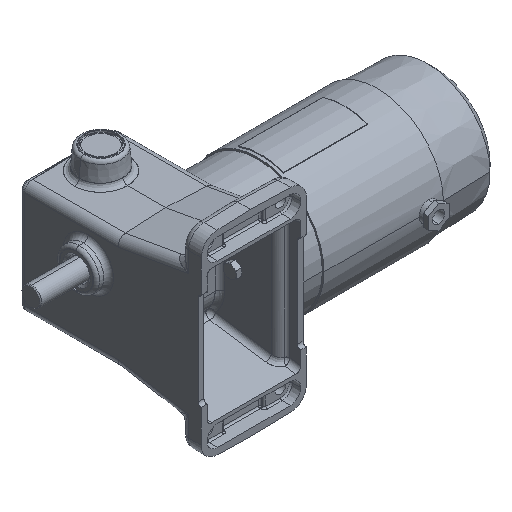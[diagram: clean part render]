
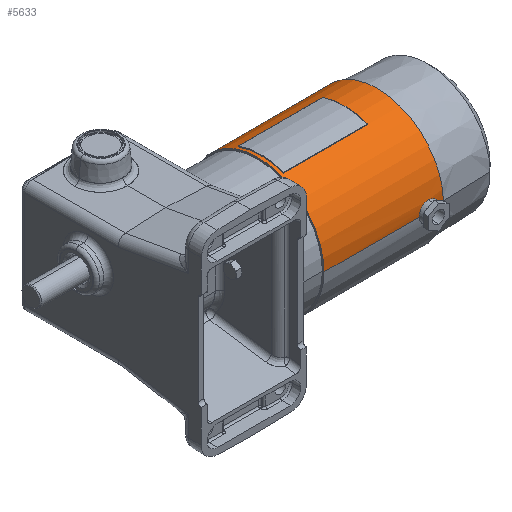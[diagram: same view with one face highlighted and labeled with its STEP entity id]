
A CAD part, isometric view. The second image highlights one B-rep face of the part: STEP entity #5633.
In plain terms, the highlighted cylindrical face has radius 41 mm (diameter 82 mm), a partial arc.
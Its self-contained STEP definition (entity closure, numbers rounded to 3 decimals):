
#5633=ADVANCED_FACE('',(#9388,#9389),#9390,.T.);
#9388=FACE_OUTER_BOUND('',#14802,.T.);
#9389=FACE_BOUND('',#14803,.T.);
#9390=CYLINDRICAL_SURFACE('',#14804,41.0);
#14802=EDGE_LOOP('',(#19416,#19417,#19418,#19419,#19420,#19421,#19422));
#14803=EDGE_LOOP('',(#19423,#19424,#19425,#19426));
#14804=AXIS2_PLACEMENT_3D('',#19427,#19428,#19429);
#19416=ORIENTED_EDGE('',*,*,#25171,.F.);
#19417=ORIENTED_EDGE('',*,*,#25172,.F.);
#19418=ORIENTED_EDGE('',*,*,#25173,.F.);
#19419=ORIENTED_EDGE('',*,*,#25174,.T.);
#19420=ORIENTED_EDGE('',*,*,#25175,.T.);
#19421=ORIENTED_EDGE('',*,*,#25176,.F.);
#19422=ORIENTED_EDGE('',*,*,#25177,.T.);
#19423=ORIENTED_EDGE('',*,*,#25178,.T.);
#19424=ORIENTED_EDGE('',*,*,#25179,.T.);
#19425=ORIENTED_EDGE('',*,*,#25180,.T.);
#19426=ORIENTED_EDGE('',*,*,#25181,.T.);
#19427=CARTESIAN_POINT('',(114.698,62.1,-29.75));
#19428=DIRECTION('',(-1.0,0.0,0.0));
#19429=DIRECTION('',(0.0,1.0,0.));
#25171=EDGE_CURVE('',#29017,#29018,#29019,.T.);
#25172=EDGE_CURVE('',#29020,#29017,#29021,.T.);
#25173=EDGE_CURVE('',#29022,#29020,#29023,.T.);
#25174=EDGE_CURVE('',#29022,#29024,#29025,.T.);
#25175=EDGE_CURVE('',#29024,#29026,#29027,.T.);
#25176=EDGE_CURVE('',#29028,#29026,#29029,.T.);
#25177=EDGE_CURVE('',#29028,#29018,#29030,.T.);
#25178=EDGE_CURVE('',#29031,#29032,#29033,.T.);
#25179=EDGE_CURVE('',#29032,#29034,#29035,.T.);
#25180=EDGE_CURVE('',#29034,#29036,#29037,.T.);
#25181=EDGE_CURVE('',#29036,#29031,#29038,.T.);
#29017=VERTEX_POINT('',#35420);
#29018=VERTEX_POINT('',#35421);
#29019=LINE('',#35422,#35423);
#29020=VERTEX_POINT('',#35424);
#29021=CIRCLE('',#35425,41.0);
#29022=VERTEX_POINT('',#35426);
#29023=LINE('',#35427,#35428);
#29024=VERTEX_POINT('',#35429);
#29025=B_SPLINE_CURVE_WITH_KNOTS('',3,(#35430,#35431,#35432,#35433,#35434,#35435,#35436,#35437,#35438,#35439,#35440,#35441,#35442,#35443,#35444,#35445,#35446,#35447),.UNSPECIFIED.,.F.,.F.,(4,2,2,2,2,2,2,2,4),(9.054,10.186,11.318,12.45,13.582,14.713,15.845,16.977,18.109),.UNSPECIFIED.);
#29026=VERTEX_POINT('',#35448);
#29027=B_SPLINE_CURVE_WITH_KNOTS('',3,(#35449,#35450,#35451,#35452,#35453,#35454,#35455,#35456,#35457,#35458,#35459,#35460,#35461,#35462,#35463,#35464,#35465,#35466),.UNSPECIFIED.,.F.,.F.,(4,2,2,2,2,2,2,2,4),(18.109,19.241,20.373,21.504,22.636,23.768,24.9,26.032,27.163),.UNSPECIFIED.);
#29028=VERTEX_POINT('',#35467);
#29029=LINE('',#35468,#35469);
#29030=CIRCLE('',#35470,41.0);
#29031=VERTEX_POINT('',#35471);
#29032=VERTEX_POINT('',#35472);
#29033=LINE('',#35473,#35474);
#29034=VERTEX_POINT('',#35475);
#29035=CIRCLE('',#35476,41.0);
#29036=VERTEX_POINT('',#35477);
#29037=LINE('',#35478,#35479);
#29038=CIRCLE('',#35480,41.0);
#35420=CARTESIAN_POINT('',(77.698,103.1,-29.75));
#35421=CARTESIAN_POINT('',(151.698,103.1,-29.75));
#35422=CARTESIAN_POINT('',(114.698,103.1,-29.75));
#35423=VECTOR('',#47114,1.0);
#35424=CARTESIAN_POINT('',(77.698,21.1,-29.75));
#35425=AXIS2_PLACEMENT_3D('',#47115,#47116,#47117);
#35426=CARTESIAN_POINT('',(136.698,21.1,-29.75));
#35427=CARTESIAN_POINT('',(114.698,21.1,-29.75));
#35428=VECTOR('',#47118,1.0);
#35429=CARTESIAN_POINT('',(142.698,21.541,-23.75));
#35430=CARTESIAN_POINT('',(136.698,21.1,-29.75));
#35431=CARTESIAN_POINT('',(136.698,21.1,-29.373));
#35432=CARTESIAN_POINT('',(136.734,21.105,-28.983));
#35433=CARTESIAN_POINT('',(136.886,21.127,-28.207));
#35434=CARTESIAN_POINT('',(137.002,21.144,-27.822));
#35435=CARTESIAN_POINT('',(137.308,21.185,-27.083));
#35436=CARTESIAN_POINT('',(137.499,21.21,-26.729));
#35437=CARTESIAN_POINT('',(137.939,21.264,-26.074));
#35438=CARTESIAN_POINT('',(138.189,21.292,-25.773));
#35439=CARTESIAN_POINT('',(138.721,21.348,-25.241));
#35440=CARTESIAN_POINT('',(139.022,21.376,-24.992));
#35441=CARTESIAN_POINT('',(139.676,21.43,-24.551));
#35442=CARTESIAN_POINT('',(140.031,21.455,-24.361));
#35443=CARTESIAN_POINT('',(140.77,21.497,-24.054));
#35444=CARTESIAN_POINT('',(141.155,21.514,-23.938));
#35445=CARTESIAN_POINT('',(141.93,21.536,-23.786));
#35446=CARTESIAN_POINT('',(142.32,21.541,-23.75));
#35447=CARTESIAN_POINT('',(142.698,21.541,-23.75));
#35448=CARTESIAN_POINT('',(148.698,21.1,-29.75));
#35449=CARTESIAN_POINT('',(142.698,21.541,-23.75));
#35450=CARTESIAN_POINT('',(143.075,21.541,-23.75));
#35451=CARTESIAN_POINT('',(143.465,21.536,-23.786));
#35452=CARTESIAN_POINT('',(144.24,21.514,-23.938));
#35453=CARTESIAN_POINT('',(144.626,21.497,-24.054));
#35454=CARTESIAN_POINT('',(145.365,21.455,-24.361));
#35455=CARTESIAN_POINT('',(145.719,21.43,-24.551));
#35456=CARTESIAN_POINT('',(146.374,21.376,-24.992));
#35457=CARTESIAN_POINT('',(146.674,21.348,-25.241));
#35458=CARTESIAN_POINT('',(147.206,21.292,-25.773));
#35459=CARTESIAN_POINT('',(147.456,21.264,-26.074));
#35460=CARTESIAN_POINT('',(147.896,21.21,-26.729));
#35461=CARTESIAN_POINT('',(148.087,21.185,-27.083));
#35462=CARTESIAN_POINT('',(148.393,21.144,-27.822));
#35463=CARTESIAN_POINT('',(148.509,21.127,-28.207));
#35464=CARTESIAN_POINT('',(148.661,21.105,-28.983));
#35465=CARTESIAN_POINT('',(148.698,21.1,-29.373));
#35466=CARTESIAN_POINT('',(148.698,21.1,-29.75));
#35467=CARTESIAN_POINT('',(151.698,21.1,-29.75));
#35468=CARTESIAN_POINT('',(114.698,21.1,-29.75));
#35469=VECTOR('',#47119,1.0);
#35470=AXIS2_PLACEMENT_3D('',#47120,#47121,#47122);
#35471=CARTESIAN_POINT('',(131.698,48.077,8.777));
#35472=CARTESIAN_POINT('',(79.698,48.077,8.777));
#35473=CARTESIAN_POINT('',(105.698,48.077,8.777));
#35474=VECTOR('',#47123,1.0);
#35475=CARTESIAN_POINT('',(79.698,76.123,8.777));
#35476=AXIS2_PLACEMENT_3D('',#47124,#47125,#47126);
#35477=CARTESIAN_POINT('',(131.698,76.123,8.777));
#35478=CARTESIAN_POINT('',(105.698,76.123,8.777));
#35479=VECTOR('',#47127,1.0);
#35480=AXIS2_PLACEMENT_3D('',#47128,#47129,#47130);
#47114=DIRECTION('',(1.0,-0.0,-0.0));
#47115=CARTESIAN_POINT('',(77.698,62.1,-29.75));
#47116=DIRECTION('',(-1.0,0.0,0.0));
#47117=DIRECTION('',(0.0,1.0,0.));
#47118=DIRECTION('',(-1.0,0.0,0.0));
#47119=DIRECTION('',(-1.0,0.0,0.0));
#47120=CARTESIAN_POINT('',(151.698,62.1,-29.75));
#47121=DIRECTION('',(-1.0,0.0,0.0));
#47122=DIRECTION('',(0.0,1.0,0.));
#47123=DIRECTION('',(-1.0,0.0,0.0));
#47124=CARTESIAN_POINT('',(79.698,62.1,-29.75));
#47125=DIRECTION('',(-1.0,0.0,0.0));
#47126=DIRECTION('',(0.0,1.0,0.));
#47127=DIRECTION('',(1.0,0.0,0.0));
#47128=CARTESIAN_POINT('',(131.698,62.1,-29.75));
#47129=DIRECTION('',(1.0,0.0,0.0));
#47130=DIRECTION('',(0.0,1.0,0.));
